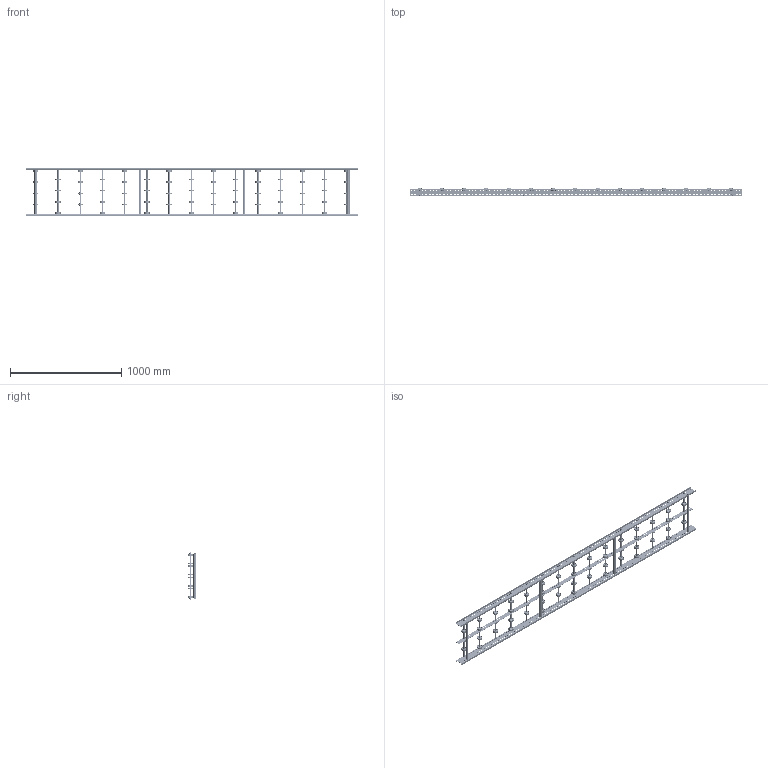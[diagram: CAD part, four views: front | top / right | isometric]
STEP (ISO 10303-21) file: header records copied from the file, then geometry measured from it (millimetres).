
FILE_DESCRIPTION (( 'STEP AP214' ), '1' );
FILE_NAME ('0052336.step', '2021-10-26T13:18:59', ( '' ), ( '' ), 'SwSTEP 2.0', 'SolidWorks 2020', '' );
FILE_SCHEMA (( 'AUTOMOTIVE_DESIGN' ));
Length unit declared in the file: millimetre
Products named in the file (10): 0052336; Traversen_KFG_L400; 0011532_2300-48-8; S100994_Sperrzahnschraube_M08x16-8.8-A2K; Röllchenachse-für-Konfiguration_EL400; 0046278_KB-ROHR-12X1,75mm_KFG_L75,5; Profil_LRB-20x70x20x2_KFG_S109080_U-PROFIL-20-70-20-2-LRB-L=2987,5; S100100_Längstraverse-42x2,5_S100104_L„ngstraverse-RB-L3000; Hutmutter_DIN_1587_M8; S106837_Gewindestange-M8-KFG_L420
Assembly tree (69 placements, depth 3):
  0052336
    Profil_LRB-20x70x20x2_KFG_S109080_U-PROFIL-20-70-20-2-LRB-L=2987,5  x2
    S100994_Sperrzahnschraube_M08x16-8.8-A2K  x8
    Traversen_KFG_L400  x4
    Röllchenachse-für-Konfiguration_EL400  x15
      S106837_Gewindestange-M8-KFG_L420
      0011532_2300-48-8
      0046278_KB-ROHR-12X1,75mm_KFG_L75,5
    S100100_Längstraverse-42x2,5_S100104_L„ngstraverse-RB-L3000
    Hutmutter_DIN_1587_M8  x30
Bounding box: 2987.5 x 78.98 x 440 mm (x, y, z)
Volume: 3386285.3 mm3; surface area: 2798170.2 mm2
Topology: 188 solids, 188 shells, 8120 faces, 18668 edges, 11436 vertices
Faces by surface type: cylinder 3712, torus 1952, plane 1260, cone 1166, bspline 30
Entity records: 51152 total; most frequent: DIRECTION 9497, CARTESIAN_POINT 8551, ORIENTED_EDGE 8028, AXIS2_PLACEMENT_3D 4088, EDGE_CURVE 4014, VERTEX_POINT 2646, EDGE_LOOP 2616, CIRCLE 2613
